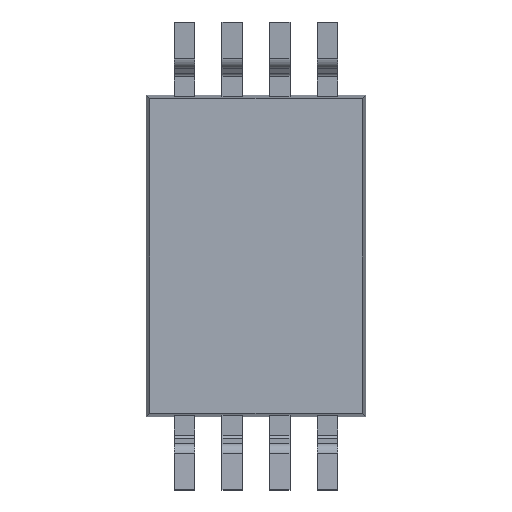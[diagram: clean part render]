
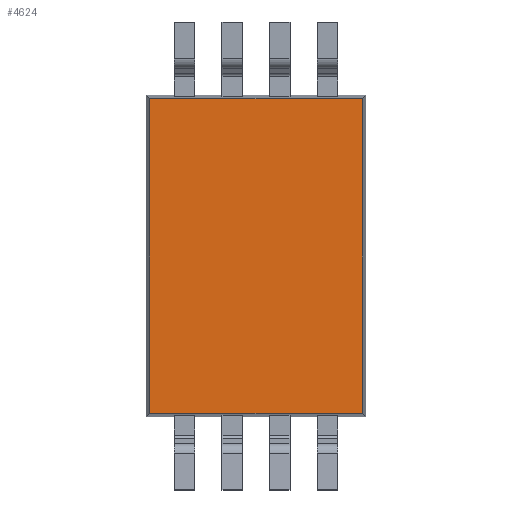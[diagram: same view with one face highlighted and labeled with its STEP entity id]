
A CAD part, top view. The second image highlights one B-rep face of the part: STEP entity #4624.
In plain terms, the highlighted planar face has unit normal (0, 0, 1).
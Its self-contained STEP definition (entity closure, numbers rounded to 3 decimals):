
#2259=DIRECTION('',(0.,1.,0.));
#2260=VECTOR('',#2259,4.3);
#2261=CARTESIAN_POINT('',(1.45,-2.15,-0.1));
#2262=LINE('',#2261,#2260);
#2266=DIRECTION('',(1.,0.,0.));
#2267=VECTOR('',#2266,2.9);
#2268=CARTESIAN_POINT('',(-1.45,-2.15,-0.1));
#2269=LINE('',#2268,#2267);
#2273=DIRECTION('',(0.,-1.,0.));
#2274=VECTOR('',#2273,4.3);
#2275=CARTESIAN_POINT('',(-1.45,2.15,-0.1));
#2276=LINE('',#2275,#2274);
#2280=DIRECTION('',(-1.,0.,0.));
#2281=VECTOR('',#2280,2.9);
#2282=CARTESIAN_POINT('',(1.45,2.15,-0.1));
#2283=LINE('',#2282,#2281);
#2338=CARTESIAN_POINT('',(1.45,-2.15,-0.1));
#2339=CARTESIAN_POINT('',(1.45,2.15,-0.1));
#2340=VERTEX_POINT('',#2338);
#2341=VERTEX_POINT('',#2339);
#2342=CARTESIAN_POINT('',(-1.45,2.15,-0.1));
#2343=VERTEX_POINT('',#2342);
#2344=CARTESIAN_POINT('',(-1.45,-2.15,-0.1));
#2345=VERTEX_POINT('',#2344);
#4612=CARTESIAN_POINT('',(0.,0.,-0.1));
#4613=DIRECTION('',(0.,0.,1.));
#4614=DIRECTION('',(0.,1.,0.));
#4615=AXIS2_PLACEMENT_3D('',#4612,#4613,#4614);
#4616=PLANE('',#4615);
#4617=ORIENTED_EDGE('',*,*,#4591,.F.);
#4618=ORIENTED_EDGE('',*,*,#2890,.F.);
#4620=ORIENTED_EDGE('',*,*,#4619,.F.);
#4621=ORIENTED_EDGE('',*,*,#3479,.F.);
#4622=EDGE_LOOP('',(#4617,#4618,#4620,#4621));
#4623=FACE_OUTER_BOUND('',#4622,.F.);
#4624=ADVANCED_FACE('',(#4623),#4616,.T.);
#2890=EDGE_CURVE('',#2345,#2340,#2269,.T.);
#3479=EDGE_CURVE('',#2341,#2343,#2283,.T.);
#4591=EDGE_CURVE('',#2340,#2341,#2262,.T.);
#4619=EDGE_CURVE('',#2343,#2345,#2276,.T.);
